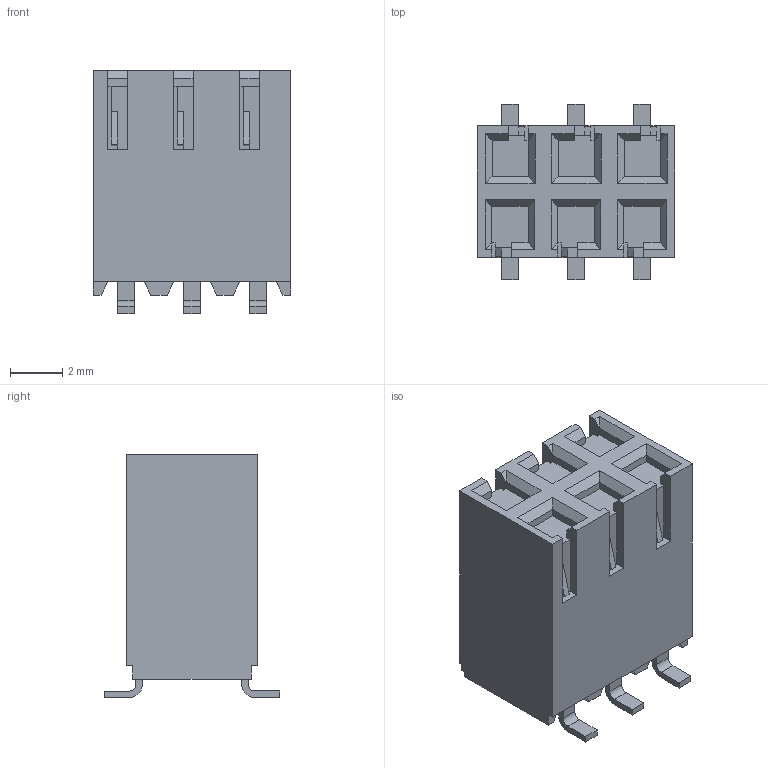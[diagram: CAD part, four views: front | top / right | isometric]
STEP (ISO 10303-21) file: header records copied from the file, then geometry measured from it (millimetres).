
FILE_DESCRIPTION((''),'2;1');
FILE_NAME('713951006','2016-12-06T',('ksrinivasara'),(''),'PRO/ENGINEER BY PARAMETRIC TECHNOLOGY CORPORATION, 2012310','PRO/ENGINEER BY PARAMETRIC TECHNOLOGY CORPORATION, 2012310','');
FILE_SCHEMA(('CONFIG_CONTROL_DESIGN'));
Length unit declared in the file: inch
Products named in the file (1): 713951006
Bounding box: 7.59 x 6.76 x 9.35 mm (x, y, z)
Volume: 306 mm3; surface area: 359.9 mm2
Topology: 1 solids, 1 shells, 204 faces, 576 edges, 382 vertices
Faces by surface type: plane 189, cylinder 12, bspline 3
Entity records: 6519 total; most frequent: CARTESIAN_POINT 1208, ORIENTED_EDGE 1104, DIRECTION 1004, VECTOR 552, LINE 552, EDGE_CURVE 552, VERTEX_POINT 358, AXIS2_PLACEMENT_3D 226
